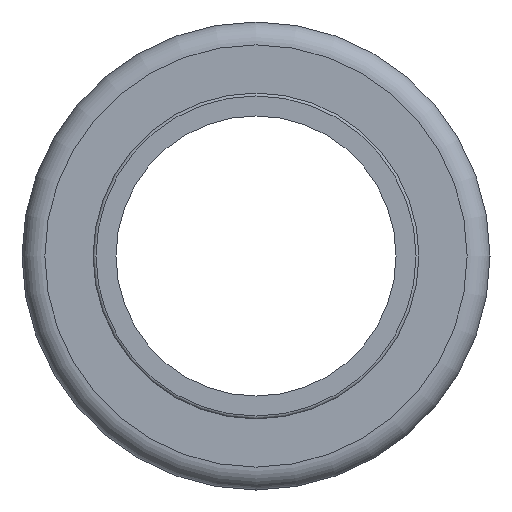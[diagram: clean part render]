
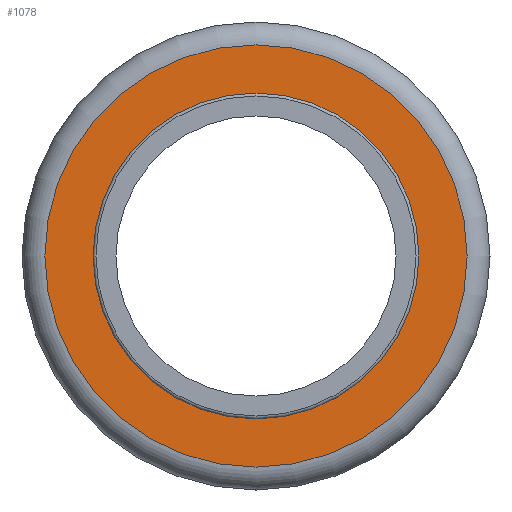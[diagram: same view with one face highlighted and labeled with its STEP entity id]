
A CAD part, left-side view. The second image highlights one B-rep face of the part: STEP entity #1078.
In plain terms, the highlighted planar face has unit normal (-1, 0, 0).
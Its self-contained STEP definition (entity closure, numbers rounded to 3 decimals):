
#28=FACE_BOUND('',#224,.T.);
#46=PLANE('',#1245);
#141=FACE_OUTER_BOUND('',#223,.T.);
#223=EDGE_LOOP('',(#791));
#224=EDGE_LOOP('',(#792));
#331=CIRCLE('',#1241,36.934);
#334=CIRCLE('',#1246,28.5);
#448=VERTEX_POINT('',#1926);
#451=VERTEX_POINT('',#1936);
#570=EDGE_CURVE('',#448,#448,#331,.T.);
#574=EDGE_CURVE('',#451,#451,#334,.T.);
#791=ORIENTED_EDGE('',*,*,#570,.F.);
#792=ORIENTED_EDGE('',*,*,#574,.T.);
#1078=ADVANCED_FACE('',(#141,#28),#46,.T.);
#1241=AXIS2_PLACEMENT_3D('',#1928,#1559,#1560);
#1245=AXIS2_PLACEMENT_3D('',#1935,#1568,#1569);
#1246=AXIS2_PLACEMENT_3D('',#1937,#1570,#1571);
#1559=DIRECTION('center_axis',(1.,0.,0.));
#1560=DIRECTION('ref_axis',(0.,-1.,0.));
#1568=DIRECTION('center_axis',(-1.,0.,0.));
#1569=DIRECTION('ref_axis',(0.,0.,1.));
#1570=DIRECTION('center_axis',(1.,0.,0.));
#1571=DIRECTION('ref_axis',(0.,0.,-1.));
#1926=CARTESIAN_POINT('',(-60.,0.,36.934));
#1928=CARTESIAN_POINT('Origin',(-60.,0.,0.));
#1935=CARTESIAN_POINT('Origin',(-60.,40.934,0.));
#1936=CARTESIAN_POINT('',(-60.,-28.5,0.));
#1937=CARTESIAN_POINT('Origin',(-60.,0.,0.));
